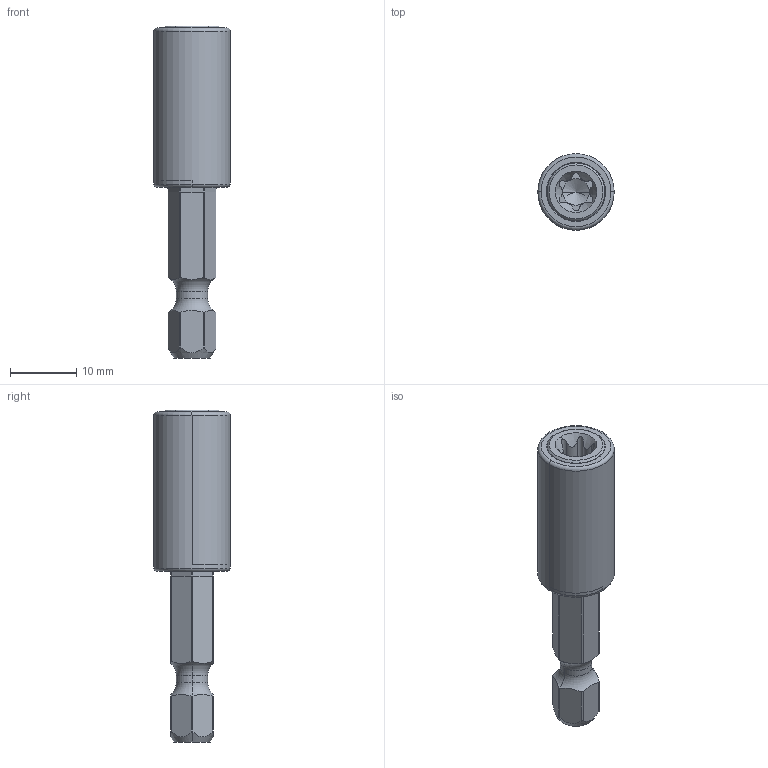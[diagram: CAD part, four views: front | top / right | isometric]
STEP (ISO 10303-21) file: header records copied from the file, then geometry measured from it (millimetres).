
FILE_DESCRIPTION((''),'2;1');
FILE_NAME('4027107306_ASM','2024-01-02T09:54:52',('a00565553'),(''),'CREO PARAMETRIC BY PTC INC, 2022414','CREO PARAMETRIC BY PTC INC, 2022414','');
FILE_SCHEMA(('CONFIG_CONTROL_DESIGN','GEOMETRIC_VALIDATION_PROPERTIES_MIM'));
Length unit declared in the file: millimetre
Products named in the file (3): 4027911295; 4027299438; 4027107306_ASM
Assembly tree (2 placements, depth 2):
  4027107306_ASM
    4027911295
    4027299438
Bounding box: 11.5 x 11.5 x 50 mm (x, y, z)
Volume: 3003 mm3; surface area: 3077.1 mm2
Topology: 2 solids, 2 shells, 95 faces, 240 edges, 149 vertices
Faces by surface type: cylinder 48, torus 22, plane 17, cone 8
Entity records: 3584 total; most frequent: CARTESIAN_POINT 948, DIRECTION 502, ORIENTED_EDGE 476, EDGE_CURVE 238, AXIS2_PLACEMENT_3D 216, VERTEX_POINT 149, CIRCLE 116, EDGE_LOOP 99
